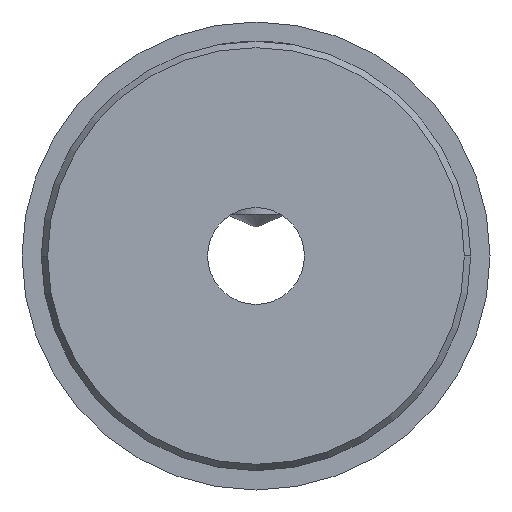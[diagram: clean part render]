
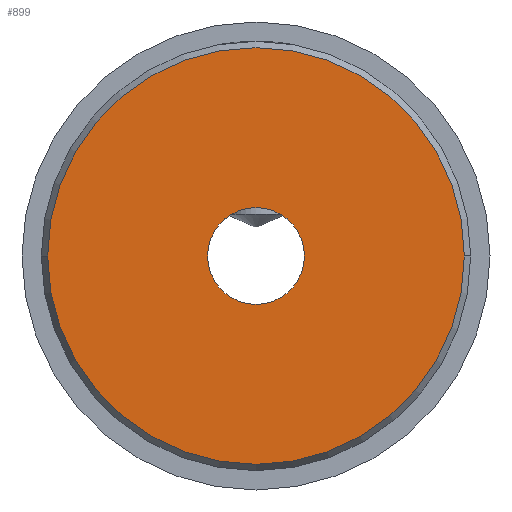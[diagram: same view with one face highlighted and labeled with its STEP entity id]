
A CAD part, front view. The second image highlights one B-rep face of the part: STEP entity #899.
In plain terms, the highlighted planar face has unit normal (0, -1, 0).
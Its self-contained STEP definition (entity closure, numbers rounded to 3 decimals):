
#12 = DIRECTION ( 'NONE',  ( 0., 1., 0. ) ) ;
#20 = CIRCLE ( 'NONE', #233, 5. ) ;
#33 = EDGE_LOOP ( 'NONE', ( #177, #80 ) ) ;
#67 = DIRECTION ( 'NONE',  ( 0., 1., 0. ) ) ;
#80 = ORIENTED_EDGE ( 'NONE', *, *, #207, .T. ) ;
#83 = DIRECTION ( 'NONE',  ( -1., 0., 0. ) ) ;
#87 = CARTESIAN_POINT ( 'NONE',  ( -21.5, 0., 0. ) ) ;
#94 = CIRCLE ( 'NONE', #518, 5. ) ;
#163 = AXIS2_PLACEMENT_3D ( 'NONE', #656, #425, #981 ) ;
#167 = CARTESIAN_POINT ( 'NONE',  ( -21.5, 0., 0. ) ) ;
#177 = ORIENTED_EDGE ( 'NONE', *, *, #1035, .T. ) ;
#184 = DIRECTION ( 'NONE',  ( 0., -1., 0. ) ) ;
#197 = EDGE_LOOP ( 'NONE', ( #921, #991 ) ) ;
#207 = EDGE_CURVE ( 'NONE', #290, #428, #94, .T. ) ;
#215 = VERTEX_POINT ( 'NONE', #1029 ) ;
#226 = DIRECTION ( 'NONE',  ( -1., 0., 0. ) ) ;
#233 = AXIS2_PLACEMENT_3D ( 'NONE', #693, #789, #376 ) ;
#244 = PLANE ( 'NONE',  #301 ) ;
#261 = EDGE_CURVE ( 'NONE', #824, #215, #700, .T. ) ;
#265 = CARTESIAN_POINT ( 'NONE',  ( 5., 0., 0. ) ) ;
#290 = VERTEX_POINT ( 'NONE', #265 ) ;
#301 = AXIS2_PLACEMENT_3D ( 'NONE', #167, #184, #983 ) ;
#347 = FACE_OUTER_BOUND ( 'NONE', #197, .T. ) ;
#376 = DIRECTION ( 'NONE',  ( -1., 0., 0. ) ) ;
#425 = DIRECTION ( 'NONE',  ( 0., 1., 0. ) ) ;
#428 = VERTEX_POINT ( 'NONE', #525 ) ;
#454 = CIRCLE ( 'NONE', #874, 21.5 ) ;
#518 = AXIS2_PLACEMENT_3D ( 'NONE', #948, #67, #226 ) ;
#525 = CARTESIAN_POINT ( 'NONE',  ( -5., 0., 0. ) ) ;
#656 = CARTESIAN_POINT ( 'NONE',  ( 0., 0., 0. ) ) ;
#661 = EDGE_CURVE ( 'NONE', #215, #824, #454, .T. ) ;
#693 = CARTESIAN_POINT ( 'NONE',  ( 0., 0., 0. ) ) ;
#700 = CIRCLE ( 'NONE', #163, 21.5 ) ;
#789 = DIRECTION ( 'NONE',  ( 0., 1., 0. ) ) ;
#809 = CARTESIAN_POINT ( 'NONE',  ( 0., 0., 0. ) ) ;
#824 = VERTEX_POINT ( 'NONE', #87 ) ;
#874 = AXIS2_PLACEMENT_3D ( 'NONE', #809, #12, #83 ) ;
#899 = ADVANCED_FACE ( 'NONE', ( #905, #347 ), #244, .T. ) ;
#905 = FACE_BOUND ( 'NONE', #33, .T. ) ;
#921 = ORIENTED_EDGE ( 'NONE', *, *, #261, .F. ) ;
#948 = CARTESIAN_POINT ( 'NONE',  ( 0., 0., 0. ) ) ;
#981 = DIRECTION ( 'NONE',  ( -1., 0., 0. ) ) ;
#983 = DIRECTION ( 'NONE',  ( 1., 0., 0. ) ) ;
#991 = ORIENTED_EDGE ( 'NONE', *, *, #661, .F. ) ;
#1029 = CARTESIAN_POINT ( 'NONE',  ( 21.5, 0., 0. ) ) ;
#1035 = EDGE_CURVE ( 'NONE', #428, #290, #20, .T. ) ;
